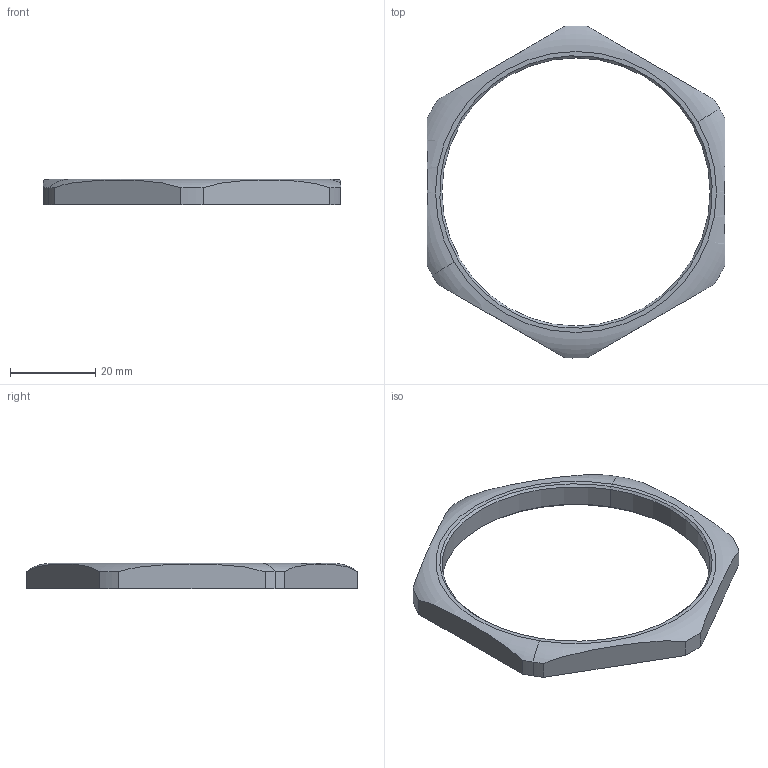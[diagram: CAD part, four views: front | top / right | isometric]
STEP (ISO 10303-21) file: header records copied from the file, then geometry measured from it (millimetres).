
FILE_DESCRIPTION(('CATIA V5R24 STEP','CAx-IF Rec.Pracs.--- Model Styling and Organization---1.2---2011-12-15'),'2;1');
FILE_NAME ('D1455236_0_1737050000_1737050000.stp','2018-01-19T08:34:31+00:00',('none'),('Weidmueller'),'CATIA Version 5-6 Release 2014 SP4 HF52','CATIA V5 STEP AP214','none');
FILE_SCHEMA(('AUTOMOTIVE_DESIGN { 1 0 10303 214 1 1 1 1 }'));
Length unit declared in the file: millimetre
Products named in the file (1): 1737050000_SKMU_M63_MS
Bounding box: 70 x 77.98 x 6 mm (x, y, z)
Volume: 6290.2 mm3; surface area: 4538.1 mm2
Topology: 1 solids, 1 shells, 24 faces, 62 edges, 40 vertices
Faces by surface type: cylinder 10, plane 8, cone 4, torus 2
Entity records: 890 total; most frequent: CARTESIAN_POINT 267, ORIENTED_EDGE 124, DIRECTION 100, EDGE_CURVE 62, AXIS2_PLACEMENT_3D 51, VERTEX_POINT 40, VECTOR 26, CIRCLE 26
